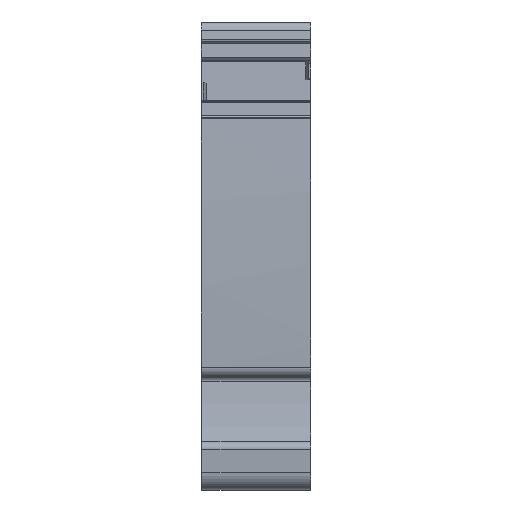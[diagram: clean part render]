
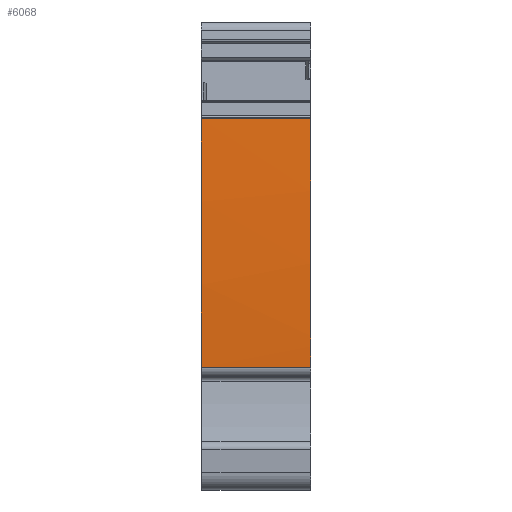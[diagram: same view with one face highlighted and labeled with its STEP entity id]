
A CAD part, front view. The second image highlights one B-rep face of the part: STEP entity #6068.
In plain terms, the highlighted cylindrical face has radius 230.64 mm (diameter 461.28 mm), a partial arc.
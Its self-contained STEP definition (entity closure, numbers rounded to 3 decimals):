
#1912=AXIS2_PLACEMENT_3D('Circle Axis2P3D',#1910,#1911,$) ;
#3735=AXIS2_PLACEMENT_3D('Circle Axis2P3D',#3733,#3734,$) ;
#3742=AXIS2_PLACEMENT_3D('Circle Axis2P3D',#3740,#3741,$) ;
#6054=AXIS2_PLACEMENT_3D('Cylinder Axis2P3D',#6051,#6052,#6053) ;
#1907=CARTESIAN_POINT('Vertex',(0.,1.529,13.45)) ;
#1910=CARTESIAN_POINT('Axis2P3D Location',(0.,231.877,25.05)) ;
#1914=CARTESIAN_POINT('Vertex',(0.,1.776,40.814)) ;
#3730=CARTESIAN_POINT('Vertex',(12.,1.776,40.814)) ;
#3733=CARTESIAN_POINT('Axis2P3D Location',(12.,231.877,25.05)) ;
#3737=CARTESIAN_POINT('Vertex',(12.,1.379,16.95)) ;
#3740=CARTESIAN_POINT('Axis2P3D Location',(12.,231.877,25.05)) ;
#3744=CARTESIAN_POINT('Vertex',(12.,1.529,13.45)) ;
#6039=CARTESIAN_POINT('Line Origine',(5.39,1.776,40.814)) ;
#6051=CARTESIAN_POINT('Axis2P3D Location',(5.39,231.877,25.05)) ;
#6056=CARTESIAN_POINT('Line Origine',(5.39,1.529,13.45)) ;
#1911=DIRECTION('Axis2P3D Direction',(1.,0.,0.)) ;
#3734=DIRECTION('Axis2P3D Direction',(1.,0.,0.)) ;
#3741=DIRECTION('Axis2P3D Direction',(1.,0.,0.)) ;
#6040=DIRECTION('Vector Direction',(1.,0.,0.)) ;
#6052=DIRECTION('Axis2P3D Direction',(1.,0.,0.)) ;
#6053=DIRECTION('Axis2P3D XDirection',(0.,-0.998,0.068)) ;
#6057=DIRECTION('Vector Direction',(1.,0.,0.)) ;
#6041=VECTOR('Line Direction',#6040,1.) ;
#6058=VECTOR('Line Direction',#6057,1.) ;
#6062=ORIENTED_EDGE('',*,*,#1916,.T.) ;
#6063=ORIENTED_EDGE('',*,*,#6060,.F.) ;
#6064=ORIENTED_EDGE('',*,*,#3746,.F.) ;
#6065=ORIENTED_EDGE('',*,*,#3739,.F.) ;
#6066=ORIENTED_EDGE('',*,*,#6043,.T.) ;
#6068=ADVANCED_FACE('V1',(#6067),#6055,.T.) ;
#1913=CIRCLE('generated circle',#1912,230.64) ;
#3736=CIRCLE('generated circle',#3735,230.64) ;
#3743=CIRCLE('generated circle',#3742,230.64) ;
#6055=CYLINDRICAL_SURFACE('generated cylinder',#6054,230.64) ;
#1916=EDGE_CURVE('',#1915,#1908,#1913,.T.) ;
#3739=EDGE_CURVE('',#3731,#3738,#3736,.T.) ;
#3746=EDGE_CURVE('',#3738,#3745,#3743,.T.) ;
#6043=EDGE_CURVE('',#3731,#1915,#6042,.F.) ;
#6060=EDGE_CURVE('',#3745,#1908,#6059,.F.) ;
#6061=EDGE_LOOP('',(#6062,#6063,#6064,#6065,#6066)) ;
#6067=FACE_OUTER_BOUND('',#6061,.T.) ;
#6042=LINE('Line',#6039,#6041) ;
#6059=LINE('Line',#6056,#6058) ;
#1908=VERTEX_POINT('',#1907) ;
#1915=VERTEX_POINT('',#1914) ;
#3731=VERTEX_POINT('',#3730) ;
#3738=VERTEX_POINT('',#3737) ;
#3745=VERTEX_POINT('',#3744) ;
